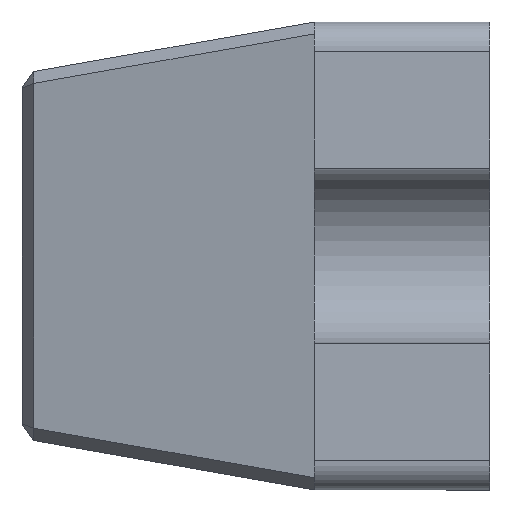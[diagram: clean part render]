
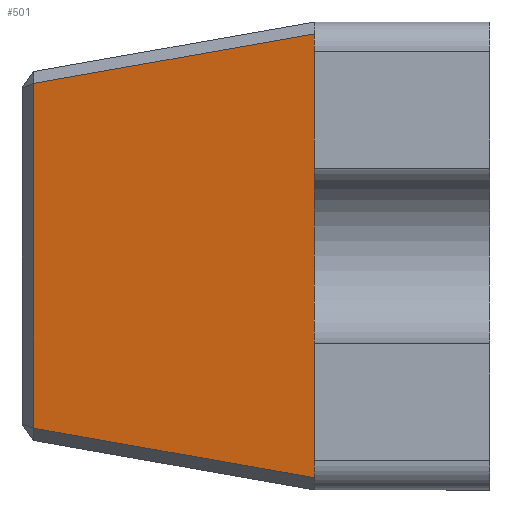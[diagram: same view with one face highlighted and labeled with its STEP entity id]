
A CAD part, left-side view. The second image highlights one B-rep face of the part: STEP entity #501.
In plain terms, the highlighted planar face has unit normal (-0.985, 0.174, 0).
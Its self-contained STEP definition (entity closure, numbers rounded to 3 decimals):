
#20 = LINE ( 'NONE', #753, #319 ) ;
#30 = VERTEX_POINT ( 'NONE', #449 ) ;
#54 = VECTOR ( 'NONE', #119, 1000. ) ;
#119 = DIRECTION ( 'NONE',  ( -0.171, -0.97, -0.171 ) ) ;
#132 = ORIENTED_EDGE ( 'NONE', *, *, #929, .T. ) ;
#205 = EDGE_CURVE ( 'NONE', #1039, #30, #720, .T. ) ;
#210 = FACE_OUTER_BOUND ( 'NONE', #988, .T. ) ;
#248 = VERTEX_POINT ( 'NONE', #804 ) ;
#262 = VERTEX_POINT ( 'NONE', #1223 ) ;
#266 = DIRECTION ( 'NONE',  ( 0.171, 0.97, -0.171 ) ) ;
#303 = EDGE_CURVE ( 'NONE', #262, #248, #390, .T. ) ;
#319 = VECTOR ( 'NONE', #366, 1000. ) ;
#366 = DIRECTION ( 'NONE',  ( 0., 0., 1. ) ) ;
#390 = LINE ( 'NONE', #790, #1030 ) ;
#391 = ORIENTED_EDGE ( 'NONE', *, *, #205, .T. ) ;
#393 = CARTESIAN_POINT ( 'NONE',  ( -0.425, 0.78, -0.294 ) ) ;
#449 = CARTESIAN_POINT ( 'NONE',  ( -0.51, 0.3, -0.379 ) ) ;
#458 = LINE ( 'NONE', #674, #1198 ) ;
#501 = ADVANCED_FACE ( 'NONE', ( #210 ), #843, .T. ) ;
#527 = CARTESIAN_POINT ( 'NONE',  ( -0.487, 0.429, -0.356 ) ) ;
#579 = ORIENTED_EDGE ( 'NONE', *, *, #684, .T. ) ;
#674 = CARTESIAN_POINT ( 'NONE',  ( -0.425, 0.78, 0.4 ) ) ;
#684 = EDGE_CURVE ( 'NONE', #248, #1039, #458, .T. ) ;
#720 = LINE ( 'NONE', #527, #54 ) ;
#753 = CARTESIAN_POINT ( 'NONE',  ( -0.51, 0.3, 0.4 ) ) ;
#790 = CARTESIAN_POINT ( 'NONE',  ( -0.511, 0.297, 0.38 ) ) ;
#804 = CARTESIAN_POINT ( 'NONE',  ( -0.425, 0.78, 0.295 ) ) ;
#823 = ORIENTED_EDGE ( 'NONE', *, *, #303, .T. ) ;
#843 = PLANE ( 'NONE',  #970 ) ;
#929 = EDGE_CURVE ( 'NONE', #30, #262, #20, .T. ) ;
#970 = AXIS2_PLACEMENT_3D ( 'NONE', #1190, #1197, #1165 ) ;
#988 = EDGE_LOOP ( 'NONE', ( #579, #391, #132, #823 ) ) ;
#1030 = VECTOR ( 'NONE', #266, 1000. ) ;
#1039 = VERTEX_POINT ( 'NONE', #393 ) ;
#1165 = DIRECTION ( 'NONE',  ( 0., 0., 1. ) ) ;
#1190 = CARTESIAN_POINT ( 'NONE',  ( -0.51, 0.3, 0.4 ) ) ;
#1197 = DIRECTION ( 'NONE',  ( -0.985, 0.174, 0. ) ) ;
#1198 = VECTOR ( 'NONE', #1300, 1000. ) ;
#1223 = CARTESIAN_POINT ( 'NONE',  ( -0.51, 0.3, 0.38 ) ) ;
#1300 = DIRECTION ( 'NONE',  ( 0., 0., -1. ) ) ;
